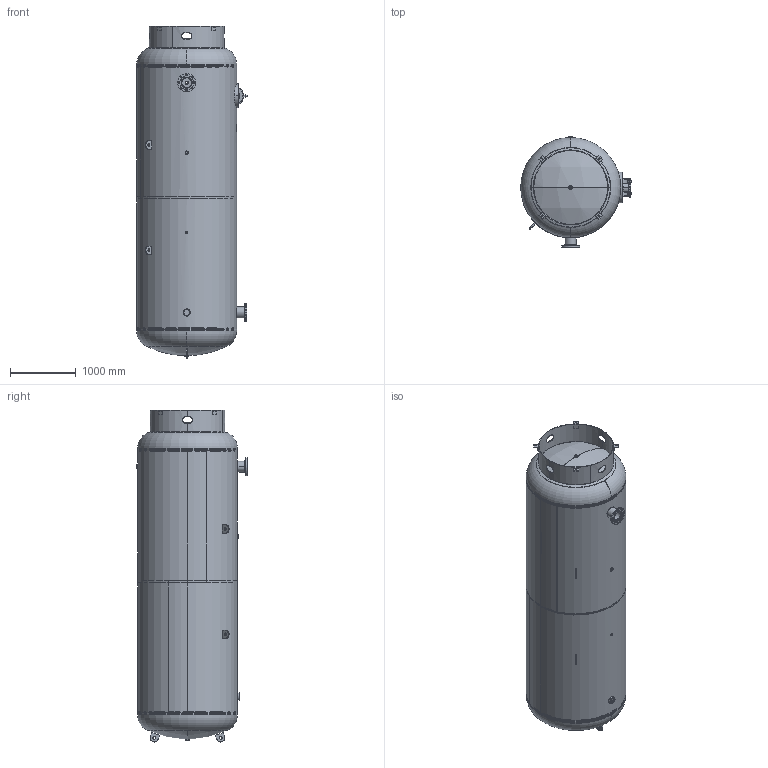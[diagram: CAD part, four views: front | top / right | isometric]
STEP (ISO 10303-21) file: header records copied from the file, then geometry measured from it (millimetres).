
FILE_DESCRIPTION (( 'STEP AP214' ), '1' );
FILE_NAME ('302450.STEP', '2025-06-26T13:37:34', ( '' ), ( '' ), 'SwSTEP 2.0', 'SolidWorks 2022', '' );
FILE_SCHEMA (( 'AUTOMOTIVE_DESIGN' ));
Length unit declared in the file: millimetre
Products named in the file (1): 302450
Bounding box: 1685.83 x 1691.97 x 5064.86 mm (x, y, z)
Volume: 223991022.8 mm3; surface area: 53667691.7 mm2
Topology: 35 solids, 35 shells, 622 faces, 1520 edges, 978 vertices
Faces by surface type: cylinder 234, plane 220, torus 100, bspline 56, sphere 8, cone 4
Entity records: 40792 total; most frequent: CARTESIAN_POINT 18809, DIRECTION 3062, ORIENTED_EDGE 3040, EDGE_CURVE 1520, AXIS2_PLACEMENT_3D 1223, VERTEX_POINT 978, EDGE_LOOP 744, UNCERTAINTY_MEASURE_WITH_UNIT 659
